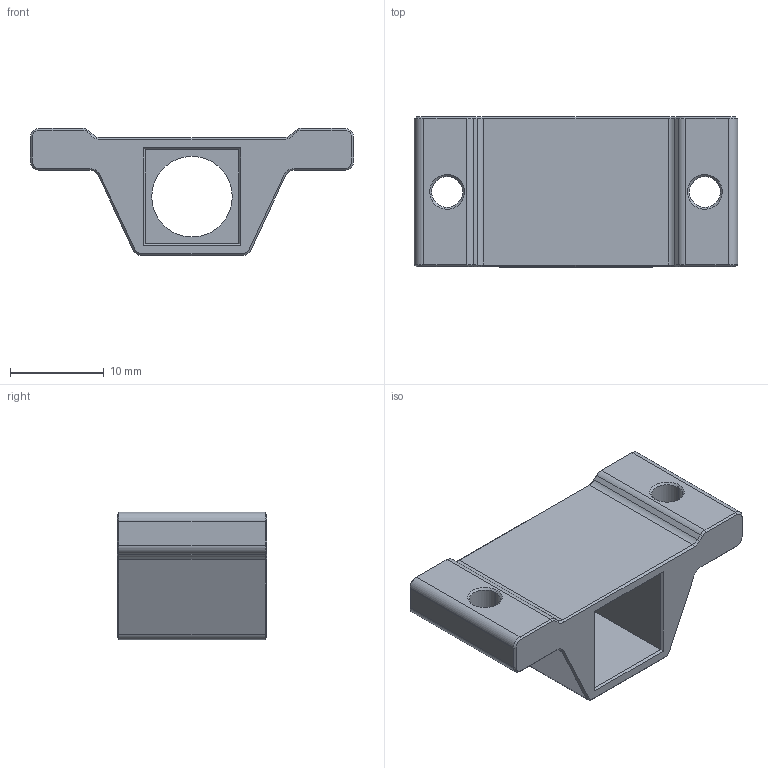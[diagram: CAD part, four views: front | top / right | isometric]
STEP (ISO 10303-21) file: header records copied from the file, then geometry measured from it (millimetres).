
FILE_DESCRIPTION (( 'STEP AP203' ), '1' );
FILE_NAME ('ァ雄諉芛假蚾諶.STEP', '2023-09-09T06:50:38', ( 'Leo' ), ( '' ), 'SwSTEP 2.0', 'SolidWorks 2018', '' );
FILE_SCHEMA (( 'CONFIG_CONTROL_DESIGN' ));
Length unit declared in the file: millimetre
Products named in the file (1): ァ雄諉芛假蚾諶
Bounding box: 34.5 x 16 x 13.6 mm (x, y, z)
Volume: 2914.3 mm3; surface area: 2486.4 mm2
Topology: 1 solids, 1 shells, 99 faces, 226 edges, 130 vertices
Faces by surface type: plane 47, cone 34, cylinder 18
Entity records: 2803 total; most frequent: DIRECTION 496, CARTESIAN_POINT 456, ORIENTED_EDGE 452, EDGE_CURVE 226, AXIS2_PLACEMENT_3D 170, LINE 156, VECTOR 156, VERTEX_POINT 130
